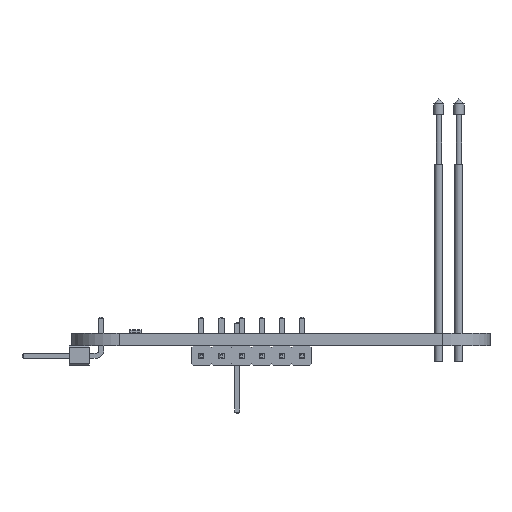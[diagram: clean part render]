
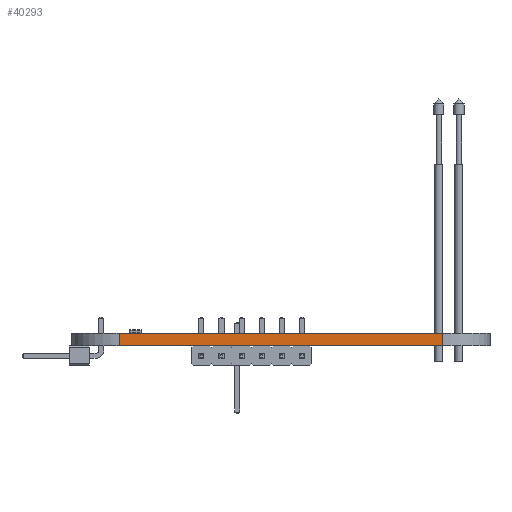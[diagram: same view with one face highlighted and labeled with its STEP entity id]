
A CAD part, left-side view. The second image highlights one B-rep face of the part: STEP entity #40293.
In plain terms, the highlighted planar face has unit normal (-1, 0, 0).
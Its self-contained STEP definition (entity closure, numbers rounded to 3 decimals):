
#40102 = CYLINDRICAL_SURFACE('',#40103,6.);
#40103 = AXIS2_PLACEMENT_3D('',#40104,#40105,#40106);
#40104 = CARTESIAN_POINT('',(-29.,20.5,0.));
#40105 = DIRECTION('',(0.,0.,-1.));
#40106 = DIRECTION('',(1.,0.,0.));
#40127 = VERTEX_POINT('',#40128);
#40128 = CARTESIAN_POINT('',(-35.,20.5,1.6));
#40143 = PLANE('',#40144);
#40144 = AXIS2_PLACEMENT_3D('',#40145,#40146,#40147);
#40145 = CARTESIAN_POINT('',(-29.,26.5,1.6));
#40146 = DIRECTION('',(0.,0.,-1.));
#40147 = DIRECTION('',(-1.,0.,0.));
#40159 = EDGE_CURVE('',#40160,#40127,#40162,.T.);
#40160 = VERTEX_POINT('',#40161);
#40161 = CARTESIAN_POINT('',(-35.,20.5,0.));
#40162 = SURFACE_CURVE('',#40163,(#40167,#40174),.PCURVE_S1.);
#40163 = LINE('',#40164,#40165);
#40164 = CARTESIAN_POINT('',(-35.,20.5,0.));
#40165 = VECTOR('',#40166,1.);
#40166 = DIRECTION('',(0.,0.,1.));
#40167 = PCURVE('',#40102,#40168);
#40168 = DEFINITIONAL_REPRESENTATION('',(#40169),#40173);
#40169 = LINE('',#40170,#40171);
#40170 = CARTESIAN_POINT('',(-3.142,0.));
#40171 = VECTOR('',#40172,1.);
#40172 = DIRECTION('',(0.,-1.));
#40173 = ( GEOMETRIC_REPRESENTATION_CONTEXT(2) 
PARAMETRIC_REPRESENTATION_CONTEXT() REPRESENTATION_CONTEXT('2D SPACE',''
  ) );
#40174 = PCURVE('',#40175,#40180);
#40175 = PLANE('',#40176);
#40176 = AXIS2_PLACEMENT_3D('',#40177,#40178,#40179);
#40177 = CARTESIAN_POINT('',(-35.,-20.5,0.));
#40178 = DIRECTION('',(-1.,0.,0.));
#40179 = DIRECTION('',(0.,1.,0.));
#40180 = DEFINITIONAL_REPRESENTATION('',(#40181),#40185);
#40181 = LINE('',#40182,#40183);
#40182 = CARTESIAN_POINT('',(41.,0.));
#40183 = VECTOR('',#40184,1.);
#40184 = DIRECTION('',(0.,-1.));
#40185 = ( GEOMETRIC_REPRESENTATION_CONTEXT(2) 
PARAMETRIC_REPRESENTATION_CONTEXT() REPRESENTATION_CONTEXT('2D SPACE',''
  ) );
#40202 = PLANE('',#40203);
#40203 = AXIS2_PLACEMENT_3D('',#40204,#40205,#40206);
#40204 = CARTESIAN_POINT('',(-29.,26.5,0.));
#40205 = DIRECTION('',(0.,0.,-1.));
#40206 = DIRECTION('',(-1.,0.,0.));
#40293 = ADVANCED_FACE('',(#40294),#40175,.T.);
#40294 = FACE_BOUND('',#40295,.T.);
#40295 = EDGE_LOOP('',(#40296,#40326,#40347,#40348));
#40296 = ORIENTED_EDGE('',*,*,#40297,.T.);
#40297 = EDGE_CURVE('',#40298,#40300,#40302,.T.);
#40298 = VERTEX_POINT('',#40299);
#40299 = CARTESIAN_POINT('',(-35.,-20.5,0.));
#40300 = VERTEX_POINT('',#40301);
#40301 = CARTESIAN_POINT('',(-35.,-20.5,1.6));
#40302 = SURFACE_CURVE('',#40303,(#40307,#40314),.PCURVE_S1.);
#40303 = LINE('',#40304,#40305);
#40304 = CARTESIAN_POINT('',(-35.,-20.5,0.));
#40305 = VECTOR('',#40306,1.);
#40306 = DIRECTION('',(0.,0.,1.));
#40307 = PCURVE('',#40175,#40308);
#40308 = DEFINITIONAL_REPRESENTATION('',(#40309),#40313);
#40309 = LINE('',#40310,#40311);
#40310 = CARTESIAN_POINT('',(0.,0.));
#40311 = VECTOR('',#40312,1.);
#40312 = DIRECTION('',(0.,-1.));
#40313 = ( GEOMETRIC_REPRESENTATION_CONTEXT(2) 
PARAMETRIC_REPRESENTATION_CONTEXT() REPRESENTATION_CONTEXT('2D SPACE',''
  ) );
#40314 = PCURVE('',#40315,#40320);
#40315 = CYLINDRICAL_SURFACE('',#40316,6.);
#40316 = AXIS2_PLACEMENT_3D('',#40317,#40318,#40319);
#40317 = CARTESIAN_POINT('',(-29.,-20.5,0.));
#40318 = DIRECTION('',(0.,0.,-1.));
#40319 = DIRECTION('',(1.,0.,0.));
#40320 = DEFINITIONAL_REPRESENTATION('',(#40321),#40325);
#40321 = LINE('',#40322,#40323);
#40322 = CARTESIAN_POINT('',(-3.142,0.));
#40323 = VECTOR('',#40324,1.);
#40324 = DIRECTION('',(0.,-1.));
#40325 = ( GEOMETRIC_REPRESENTATION_CONTEXT(2) 
PARAMETRIC_REPRESENTATION_CONTEXT() REPRESENTATION_CONTEXT('2D SPACE',''
  ) );
#40326 = ORIENTED_EDGE('',*,*,#40327,.T.);
#40327 = EDGE_CURVE('',#40300,#40127,#40328,.T.);
#40328 = SURFACE_CURVE('',#40329,(#40333,#40340),.PCURVE_S1.);
#40329 = LINE('',#40330,#40331);
#40330 = CARTESIAN_POINT('',(-35.,-20.5,1.6));
#40331 = VECTOR('',#40332,1.);
#40332 = DIRECTION('',(0.,1.,0.));
#40333 = PCURVE('',#40175,#40334);
#40334 = DEFINITIONAL_REPRESENTATION('',(#40335),#40339);
#40335 = LINE('',#40336,#40337);
#40336 = CARTESIAN_POINT('',(0.,-1.6));
#40337 = VECTOR('',#40338,1.);
#40338 = DIRECTION('',(1.,0.));
#40339 = ( GEOMETRIC_REPRESENTATION_CONTEXT(2) 
PARAMETRIC_REPRESENTATION_CONTEXT() REPRESENTATION_CONTEXT('2D SPACE',''
  ) );
#40340 = PCURVE('',#40143,#40341);
#40341 = DEFINITIONAL_REPRESENTATION('',(#40342),#40346);
#40342 = LINE('',#40343,#40344);
#40343 = CARTESIAN_POINT('',(6.,-47.));
#40344 = VECTOR('',#40345,1.);
#40345 = DIRECTION('',(0.,1.));
#40346 = ( GEOMETRIC_REPRESENTATION_CONTEXT(2) 
PARAMETRIC_REPRESENTATION_CONTEXT() REPRESENTATION_CONTEXT('2D SPACE',''
  ) );
#40347 = ORIENTED_EDGE('',*,*,#40159,.F.);
#40348 = ORIENTED_EDGE('',*,*,#40349,.F.);
#40349 = EDGE_CURVE('',#40298,#40160,#40350,.T.);
#40350 = SURFACE_CURVE('',#40351,(#40355,#40362),.PCURVE_S1.);
#40351 = LINE('',#40352,#40353);
#40352 = CARTESIAN_POINT('',(-35.,-20.5,0.));
#40353 = VECTOR('',#40354,1.);
#40354 = DIRECTION('',(0.,1.,0.));
#40355 = PCURVE('',#40175,#40356);
#40356 = DEFINITIONAL_REPRESENTATION('',(#40357),#40361);
#40357 = LINE('',#40358,#40359);
#40358 = CARTESIAN_POINT('',(0.,0.));
#40359 = VECTOR('',#40360,1.);
#40360 = DIRECTION('',(1.,0.));
#40361 = ( GEOMETRIC_REPRESENTATION_CONTEXT(2) 
PARAMETRIC_REPRESENTATION_CONTEXT() REPRESENTATION_CONTEXT('2D SPACE',''
  ) );
#40362 = PCURVE('',#40202,#40363);
#40363 = DEFINITIONAL_REPRESENTATION('',(#40364),#40368);
#40364 = LINE('',#40365,#40366);
#40365 = CARTESIAN_POINT('',(6.,-47.));
#40366 = VECTOR('',#40367,1.);
#40367 = DIRECTION('',(0.,1.));
#40368 = ( GEOMETRIC_REPRESENTATION_CONTEXT(2) 
PARAMETRIC_REPRESENTATION_CONTEXT() REPRESENTATION_CONTEXT('2D SPACE',''
  ) );
